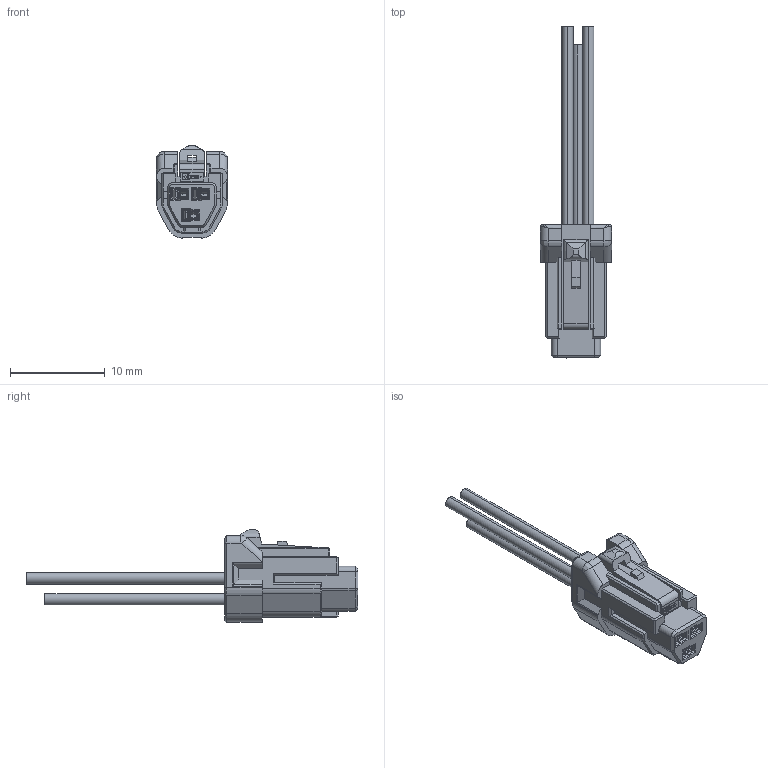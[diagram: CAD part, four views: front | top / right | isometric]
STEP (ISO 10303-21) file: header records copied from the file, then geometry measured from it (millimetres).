
FILE_DESCRIPTION((''),'2;1');
FILE_NAME('03PIN-M','2025-03-19T09:34:12',('NK210218'),(''),'CREO PARAMETRIC BY PTC INC, 2020053','CREO PARAMETRIC BY PTC INC, 2020053','');
FILE_SCHEMA(('CONFIG_CONTROL_DESIGN','SHAPE_APPEARANCE_LAYERS_GROUPS'));
Products named in the file (1): 03PIN-M
Bounding box: 7.5 x 35.05 x 9.75 mm (x, y, z)
Volume: 535.8 mm3; surface area: 1368.4 mm2
Topology: 1 solids, 6 shells, 2343 faces, 6237 edges, 3968 vertices
Faces by surface type: plane 1355, cylinder 512, bspline 181, torus 180, cone 94, sphere 12, extrusion 9
Entity records: 94224 total; most frequent: CARTESIAN_POINT 19849, ORIENTED_EDGE 12474, DIRECTION 11546, EDGE_CURVE 6237, VECTOR 4290, LINE 4281, VERTEX_POINT 3968, AXIS2_PLACEMENT_3D 3628
